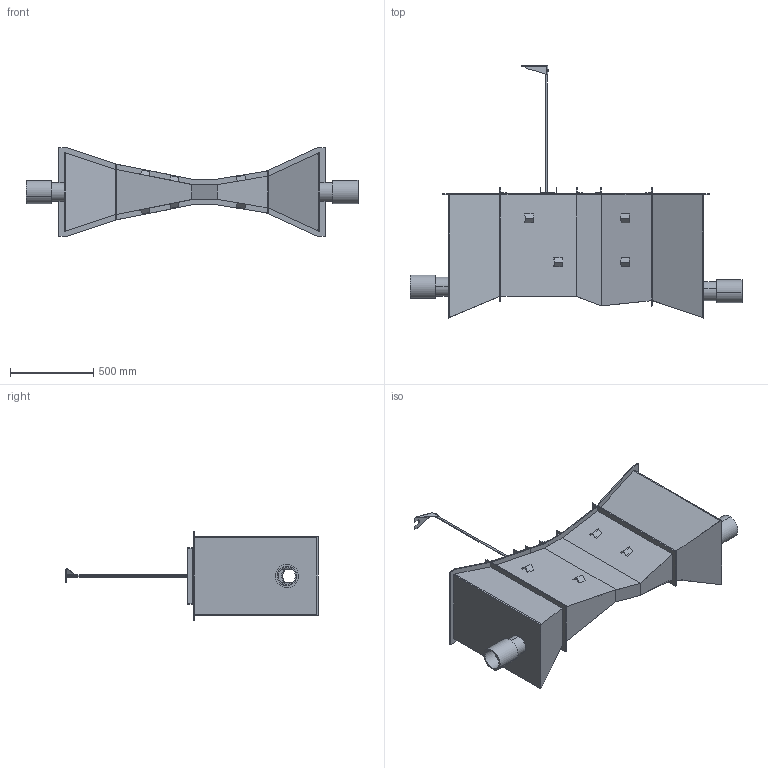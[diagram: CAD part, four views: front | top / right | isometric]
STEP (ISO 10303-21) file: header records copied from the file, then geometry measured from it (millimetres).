
FILE_DESCRIPTION (( 'STEP AP214' ), '1' );
FILE_NAME ('3in Parshall flume Assem1.STEP', '2020-08-10T13:02:52', ( '' ), ( '' ), 'SwSTEP 2.0', 'SolidWorks 2020', '' );
FILE_SCHEMA (( 'AUTOMOTIVE_DESIGN' ));
Length unit declared in the file: inch
Products named in the file (17): 3 Fernco Coupler_4 INCH FERNCO FITTING; hex nut_ai_HNUT 0.2500-20-D-N; 3 parshall inlet adapter_3 inch; Copy of 49976 Rev Ashaft^3 Ultrasonic Transducer Assy; 3 Rev ATop Bracket Tube; 3 C Channel Ultrasonic Bkt_Default<As Machined>; 3 Ultrasonic Transducer Assy_3in Parshall Flume; 3 MirrorAngle bracket; 3 Parshall Staff Gauge 24in long parshall staff gauge_English Staff Gauge - Default; 3in Parshall flume Assem1; 3 Angle bracket; 3 Rev ATop Bracket Rev A sheet metal; 3 parshall outlet end adapter_3 INCH; 3 Rev Abase plate; 3 Rev ATop Bracket Assembly; 3 FRP Pipe Stub_O4" ; 3in Parshal Flume_3 inch
Assembly tree (24 placements, depth 4):
  3in Parshall flume Assem1
    3in Parshal Flume_3 inch
    3 Ultrasonic Transducer Assy_3in Parshall Flume
      3 Rev Abase plate
      Copy of 49976 Rev Ashaft^3 Ultrasonic Transducer Assy
      3 Rev ATop Bracket Assembly
        hex nut_ai_HNUT 0.2500-20-D-N
        3 Rev ATop Bracket Tube
        3 Rev ATop Bracket Rev A sheet metal
      3 C Channel Ultrasonic Bkt_Default<As Machined>
    3 Angle bracket  x7
    3 MirrorAngle bracket
    3 parshall inlet adapter_3 inch
    3 parshall outlet end adapter_3 INCH
    3 Parshall Staff Gauge 24in long parshall staff gauge_English Staff Gauge - Default
    3 FRP Pipe Stub_O4"   x2
    3 Fernco Coupler_4 INCH FERNCO FITTING  x2
Bounding box: 1993.9 x 1514.53 x 533.4 mm (x, y, z)
Volume: 24056655.6 mm3; surface area: 7680694.9 mm2
Topology: 26 solids, 26 shells, 366 faces, 914 edges, 598 vertices
Faces by surface type: plane 295, cylinder 53, cone 16, bspline 2
Entity records: 11324 total; most frequent: CARTESIAN_POINT 2097, ORIENTED_EDGE 1564, DIRECTION 1546, EDGE_CURVE 782, VECTOR 584, LINE 584, VERTEX_POINT 510, AXIS2_PLACEMENT_3D 481
